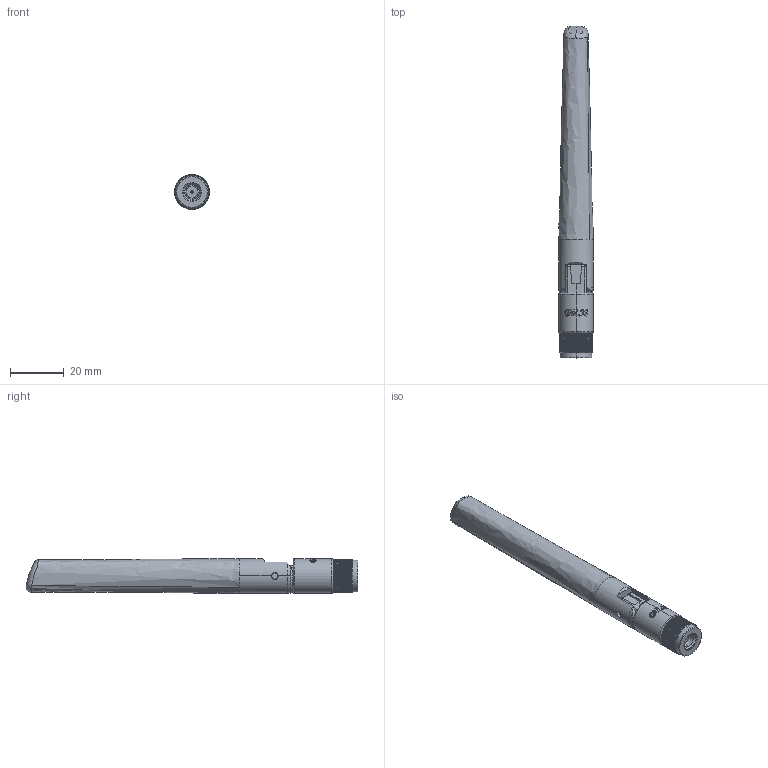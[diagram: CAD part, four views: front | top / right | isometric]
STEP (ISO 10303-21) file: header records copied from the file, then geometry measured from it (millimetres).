
FILE_DESCRIPTION (( 'STEP AP214' ), '1' );
FILE_NAME ('IWX-100ARSXX-2114_(GW-29).STEP', '2023-10-04T07:10:41', ( '' ), ( '' ), 'SwSTEP 2.0', 'SolidWorks 2011', '' );
FILE_SCHEMA (( 'AUTOMOTIVE_DESIGN' ));
Length unit declared in the file: millimetre
Products named in the file (4): 03712(ID) holder-GW.29; IWX-100ARSXX-2114_(GW-29); 119035BRSE0000 (公座母pin); 03713(ID) 100 case
Assembly tree (3 placements, depth 2):
  IWX-100ARSXX-2114_(GW-29)
    03713(ID) 100 case
    03712(ID) holder-GW.29
    119035BRSE0000 (公座母pin)
Bounding box: 13 x 124.06 x 13 mm (x, y, z)
Volume: 14570.5 mm3; surface area: 6095.5 mm2
Topology: 3 solids, 3 shells, 452 faces, 1318 edges, 879 vertices
Faces by surface type: cylinder 254, plane 136, bspline 32, cone 21, torus 9
Entity records: 17967 total; most frequent: CARTESIAN_POINT 7149, ORIENTED_EDGE 2632, DIRECTION 1703, EDGE_CURVE 1316, VERTEX_POINT 879, AXIS2_PLACEMENT_3D 634, B_SPLINE_CURVE_WITH_KNOTS 630, EDGE_LOOP 463
